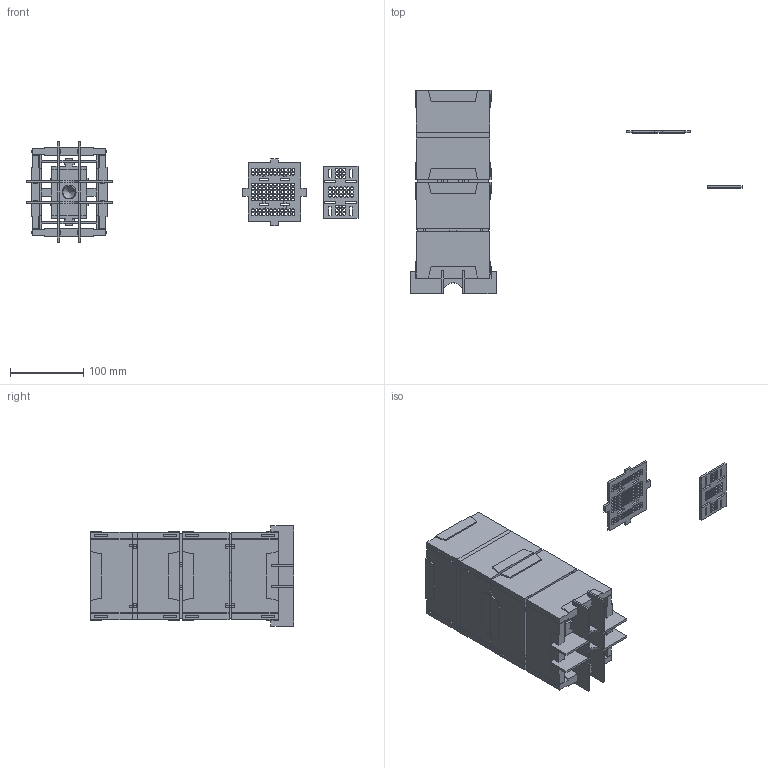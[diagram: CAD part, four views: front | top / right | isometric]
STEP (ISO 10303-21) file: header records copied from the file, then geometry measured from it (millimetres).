
FILE_DESCRIPTION(/* description */ (''),/* implementation_level */ '2;1');
FILE_NAME(/* name */ '3dfile.stp',/* time_stamp */ '2014-08-25T15:32:45-03:00',/* author */ (''),/* organization */ (''),/* preprocessor_version */ 'ST-DEVELOPER v15.6',/* originating_system */ 'Autodesk Translator Framework v3.0.0.6910',/* authorisation */ '');
FILE_SCHEMA (('AUTOMOTIVE_DESIGN { 1 0 10303 214 3 1 1 }'));
Length unit declared in the file: centimetre
Products named in the file (17): Component6; Component3; Component4; Component7; Component8; Component9; Component10; Component11; Component12; Component13; Component14; Component15; Haut new; Milieu w trous; Component1; Component2; Lampe K7 - grosses entrées v13
Bounding box: 452.67 x 277 x 136.5 mm (x, y, z)
Volume: 1094975 mm3; surface area: 430393.5 mm2
Topology: 42 solids, 43 shells, 2019 faces, 5529 edges, 3686 vertices
Faces by surface type: plane 1867, cylinder 151, bspline 1
Full cylindrical faces by diameter (mm): 4 x147, 19 x1, 35.043 x1
Entity records: 51562 total; most frequent: CARTESIAN_POINT 9105, ORIENTED_EDGE 8630, DIRECTION 7999, EDGE_CURVE 4316, LINE 4003, VECTOR 4003, VERTEX_POINT 2974, EDGE_LOOP 2268
